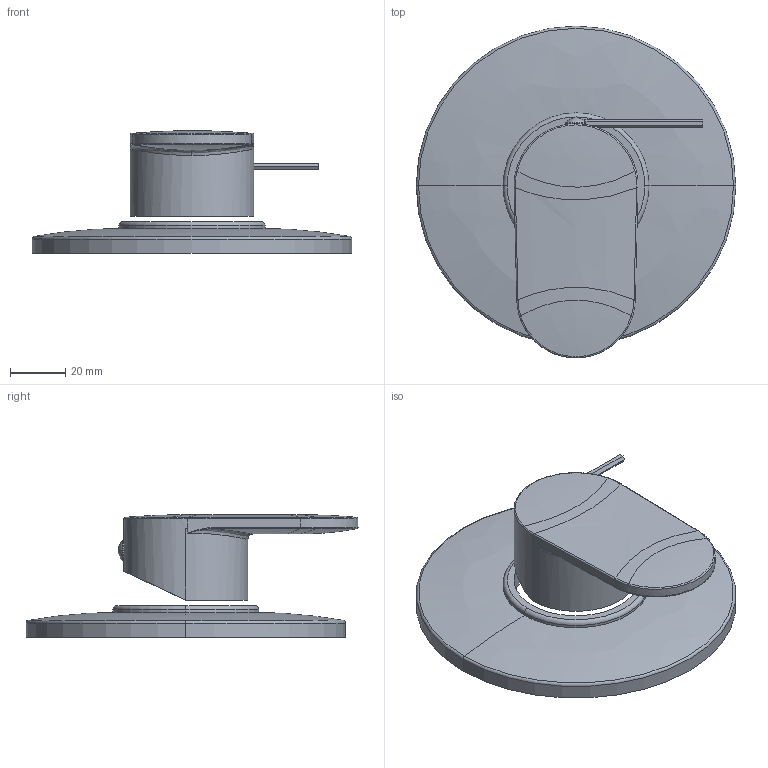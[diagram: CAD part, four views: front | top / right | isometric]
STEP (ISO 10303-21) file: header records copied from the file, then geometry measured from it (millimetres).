
FILE_DESCRIPTION((''),'2;1');
FILE_NAME('CA010CREST_ASM','2021-02-02T14:31:37',('stefano.gianpani'),('PAFFONI SpA'),'CREO PARAMETRIC BY PTC INC, 2020044','CREO PARAMETRIC BY PTC INC, 2020044','');
FILE_SCHEMA(('CONFIG_CONTROL_DESIGN','SHAPE_APPEARANCE_LAYERS_GROUPS'));
Length unit declared in the file: millimetre
Products named in the file (9): 4061235CR; 592305004A2; TCF0691105CR; CHBR25; 8001128_ASM; 4061060CR; 2091099; 5007007CR_ASM; CA010CREST_ASM
Assembly tree (8 placements, depth 3):
  CA010CREST_ASM
    4061235CR
    8001128_ASM
      592305004A2
      TCF0691105CR
      CHBR25
    5007007CR_ASM
      4061060CR
      2091099
Bounding box: 116 x 120.5 x 44.5 mm (x, y, z)
Volume: 37516.8 mm3; surface area: 41201.1 mm2
Topology: 6 solids, 8 shells, 159 faces, 375 edges, 233 vertices
Faces by surface type: plane 57, cylinder 40, bspline 35, cone 19, torus 6, sphere 2
Entity records: 8556 total; most frequent: CARTESIAN_POINT 3594, DIRECTION 759, ORIENTED_EDGE 738, PRESENTATION_STYLE_ASSIGNMENT 381, STYLED_ITEM 381, CURVE_STYLE 373, EDGE_CURVE 373, AXIS2_PLACEMENT_3D 295
